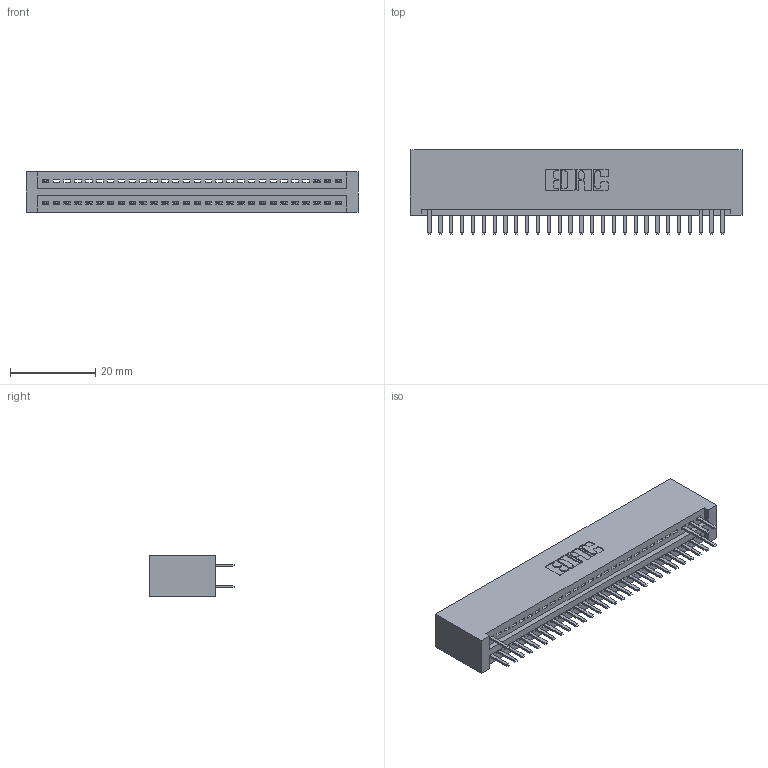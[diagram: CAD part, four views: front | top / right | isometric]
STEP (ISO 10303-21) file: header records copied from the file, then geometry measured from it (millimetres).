
FILE_DESCRIPTION (( 'STEP AP203' ), '1' );
FILE_NAME ('345-056-520-201.STEP', '2018-09-24T06:45:34', ( '' ), ( '' ), 'SwSTEP 2.0', 'SolidWorks 2016', '' );
FILE_SCHEMA (( 'CONFIG_CONTROL_DESIGN' ));
Length unit declared in the file: inch
Products named in the file (3): 345-056-520-201; 345 Part_No Mounting Lugs; 345-292-001_345-293-120
Assembly tree (33 placements, depth 2):
  345-056-520-201
    345 Part_No Mounting Lugs
    345-292-001_345-293-120  x32
Bounding box: 77.72 x 19.68 x 9.4 mm (x, y, z)
Volume: 7805.7 mm3; surface area: 10315.1 mm2
Topology: 33 solids, 33 shells, 2038 faces, 5989 edges, 3906 vertices
Faces by surface type: plane 1364, cylinder 674
Entity records: 22923 total; most frequent: CARTESIAN_POINT 3972, ORIENTED_EDGE 3918, DIRECTION 3475, EDGE_CURVE 1959, VECTOR 1719, LINE 1719, VERTEX_POINT 1302, AXIS2_PLACEMENT_3D 878
